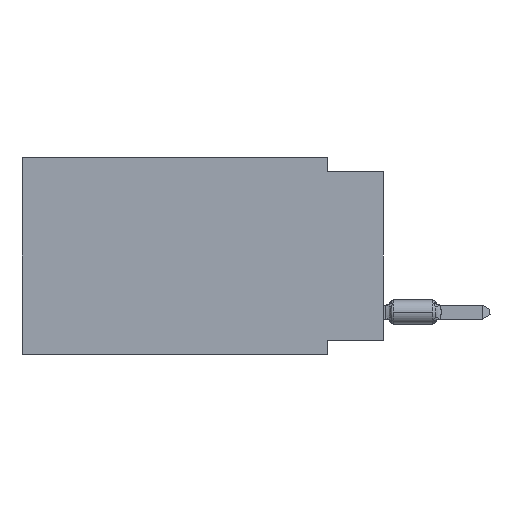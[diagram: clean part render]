
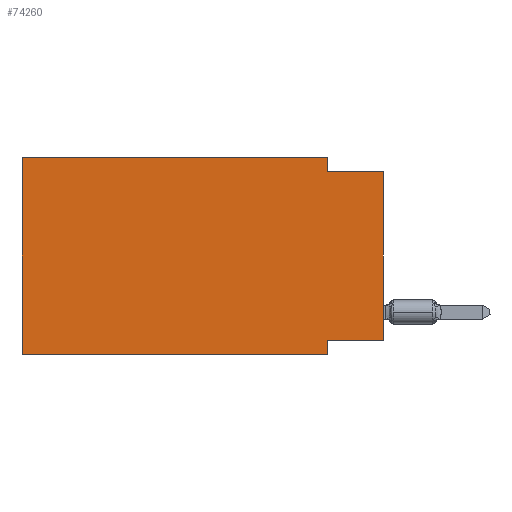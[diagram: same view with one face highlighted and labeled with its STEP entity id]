
A CAD part, left-side view. The second image highlights one B-rep face of the part: STEP entity #74260.
In plain terms, the highlighted planar face has unit normal (-1, 0, 0).
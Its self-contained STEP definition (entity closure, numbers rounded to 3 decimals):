
#5797 = EDGE_CURVE ( 'NONE', #44648, #108307, #6930, .T. ) ;
#5971 = CARTESIAN_POINT ( 'NONE',  ( 0., 2.54, 0. ) ) ;
#6930 = LINE ( 'NONE', #68440, #76499 ) ;
#7233 = CARTESIAN_POINT ( 'NONE',  ( 0., 2.54, -0.635 ) ) ;
#7425 = DIRECTION ( 'NONE',  ( 0., 1., 0. ) ) ;
#9332 = CARTESIAN_POINT ( 'NONE',  ( 0., 16.383, 0. ) ) ;
#10212 = DIRECTION ( 'NONE',  ( 0., -1., 0. ) ) ;
#10552 = FACE_OUTER_BOUND ( 'NONE', #31527, .T. ) ;
#12008 = DIRECTION ( 'NONE',  ( 0., 0., 1. ) ) ;
#12369 = ORIENTED_EDGE ( 'NONE', *, *, #94455, .T. ) ;
#14855 = AXIS2_PLACEMENT_3D ( 'NONE', #47078, #37266, #56359 ) ;
#14890 = VERTEX_POINT ( 'NONE', #7233 ) ;
#15169 = VECTOR ( 'NONE', #7425, 1000. ) ;
#15245 = EDGE_CURVE ( 'NONE', #108307, #14890, #103474, .T. ) ;
#17789 = CARTESIAN_POINT ( 'NONE',  ( 0., 0., 0. ) ) ;
#18327 = CARTESIAN_POINT ( 'NONE',  ( 0., 2.54, -8.255 ) ) ;
#22878 = ORIENTED_EDGE ( 'NONE', *, *, #76519, .F. ) ;
#23250 = DIRECTION ( 'NONE',  ( 0., -1., 0. ) ) ;
#24941 = VECTOR ( 'NONE', #12008, 1000. ) ;
#25624 = CARTESIAN_POINT ( 'NONE',  ( 0., 2.54, -8.89 ) ) ;
#26459 = EDGE_CURVE ( 'NONE', #92643, #62323, #61863, .T. ) ;
#27622 = CARTESIAN_POINT ( 'NONE',  ( 0., 0., -0.635 ) ) ;
#30676 = VERTEX_POINT ( 'NONE', #25624 ) ;
#31527 = EDGE_LOOP ( 'NONE', ( #72500, #114714, #64179, #87999, #42709, #12369, #59641, #22878 ) ) ;
#33164 = EDGE_CURVE ( 'NONE', #14890, #62323, #43323, .T. ) ;
#34711 = VERTEX_POINT ( 'NONE', #86727 ) ;
#37266 = DIRECTION ( 'NONE',  ( 1., 0., 0. ) ) ;
#38942 = LINE ( 'NONE', #74303, #59862 ) ;
#39283 = LINE ( 'NONE', #91504, #24941 ) ;
#42210 = VECTOR ( 'NONE', #55564, 1000. ) ;
#42277 = LINE ( 'NONE', #77638, #15169 ) ;
#42709 = ORIENTED_EDGE ( 'NONE', *, *, #97775, .F. ) ;
#43323 = LINE ( 'NONE', #27622, #105279 ) ;
#44376 = VERTEX_POINT ( 'NONE', #18327 ) ;
#44648 = VERTEX_POINT ( 'NONE', #9332 ) ;
#45184 = EDGE_CURVE ( 'NONE', #44376, #30676, #64836, .T. ) ;
#47078 = CARTESIAN_POINT ( 'NONE',  ( 0., 16.383, 0. ) ) ;
#53162 = DIRECTION ( 'NONE',  ( 0., 0., 1. ) ) ;
#55564 = DIRECTION ( 'NONE',  ( 0., 0., -1. ) ) ;
#56359 = DIRECTION ( 'NONE',  ( 0., 0., -1. ) ) ;
#59641 = ORIENTED_EDGE ( 'NONE', *, *, #45184, .F. ) ;
#59862 = VECTOR ( 'NONE', #23250, 1000. ) ;
#60299 = DIRECTION ( 'NONE',  ( 0., -1., 0. ) ) ;
#60456 = DIRECTION ( 'NONE',  ( 0., 0., -1. ) ) ;
#61863 = LINE ( 'NONE', #17789, #96712 ) ;
#62323 = VERTEX_POINT ( 'NONE', #76133 ) ;
#63664 = CARTESIAN_POINT ( 'NONE',  ( 0., 0., -8.255 ) ) ;
#64179 = ORIENTED_EDGE ( 'NONE', *, *, #15245, .F. ) ;
#64836 = LINE ( 'NONE', #91543, #42210 ) ;
#68440 = CARTESIAN_POINT ( 'NONE',  ( 0., 16.383, 0. ) ) ;
#72500 = ORIENTED_EDGE ( 'NONE', *, *, #26459, .T. ) ;
#74260 = ADVANCED_FACE ( 'NONE', ( #10552 ), #83631, .F. ) ;
#74303 = CARTESIAN_POINT ( 'NONE',  ( 0., 16.383, -8.89 ) ) ;
#76133 = CARTESIAN_POINT ( 'NONE',  ( 0., 0., -0.635 ) ) ;
#76499 = VECTOR ( 'NONE', #60299, 1000. ) ;
#76519 = EDGE_CURVE ( 'NONE', #92643, #44376, #42277, .T. ) ;
#77638 = CARTESIAN_POINT ( 'NONE',  ( 0., 0., -8.255 ) ) ;
#81739 = VECTOR ( 'NONE', #60456, 1000. ) ;
#83631 = PLANE ( 'NONE',  #14855 ) ;
#86727 = CARTESIAN_POINT ( 'NONE',  ( 0., 16.383, -8.89 ) ) ;
#87999 = ORIENTED_EDGE ( 'NONE', *, *, #5797, .F. ) ;
#91504 = CARTESIAN_POINT ( 'NONE',  ( 0., 16.383, 0. ) ) ;
#91543 = CARTESIAN_POINT ( 'NONE',  ( 0., 2.54, -8.89 ) ) ;
#92643 = VERTEX_POINT ( 'NONE', #63664 ) ;
#93581 = CARTESIAN_POINT ( 'NONE',  ( 0., 2.54, 0. ) ) ;
#94455 = EDGE_CURVE ( 'NONE', #34711, #30676, #38942, .T. ) ;
#96712 = VECTOR ( 'NONE', #53162, 1000. ) ;
#97775 = EDGE_CURVE ( 'NONE', #34711, #44648, #39283, .T. ) ;
#103474 = LINE ( 'NONE', #5971, #81739 ) ;
#105279 = VECTOR ( 'NONE', #10212, 1000. ) ;
#108307 = VERTEX_POINT ( 'NONE', #93581 ) ;
#114714 = ORIENTED_EDGE ( 'NONE', *, *, #33164, .F. ) ;
